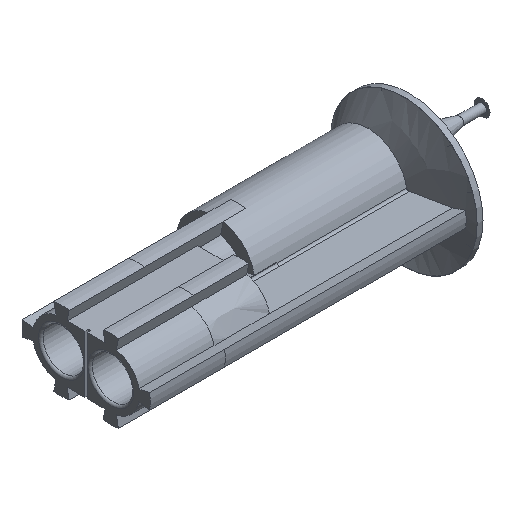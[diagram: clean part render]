
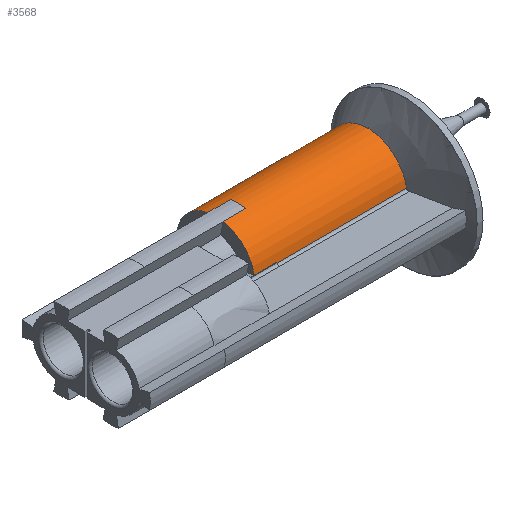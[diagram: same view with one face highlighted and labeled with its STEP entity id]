
A CAD part, isometric view. The second image highlights one B-rep face of the part: STEP entity #3568.
In plain terms, the highlighted cylindrical face has radius 0.35 mm (diameter 0.7 mm), a partial arc.
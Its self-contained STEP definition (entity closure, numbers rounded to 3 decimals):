
#55=B_SPLINE_CURVE_WITH_KNOTS('',3,(#5075,#5076,#5077,#5078,#5079,#5080),
 .UNSPECIFIED.,.F.,.F.,(4,2,4),(1.272,1.351,1.49),
 .UNSPECIFIED.);
#60=B_SPLINE_CURVE_WITH_KNOTS('',3,(#5137,#5138,#5139,#5140,#5141,#5142),
 .UNSPECIFIED.,.F.,.F.,(4,2,4),(1.49,1.646,1.801),
 .UNSPECIFIED.);
#62=B_SPLINE_CURVE_WITH_KNOTS('',3,(#5153,#5154,#5155,#5156,#5157,#5158),
 .UNSPECIFIED.,.F.,.F.,(4,2,4),(0.135,0.193,0.193),
 .UNSPECIFIED.);
#63=B_SPLINE_CURVE_WITH_KNOTS('',3,(#5166,#5167,#5168,#5169,#5170,#5171,
#5172,#5173,#5174,#5175,#5176),.UNSPECIFIED.,.F.,.F.,(4,2,3,2,4),(0.076,
0.076,0.134,0.193,0.193),
 .UNSPECIFIED.);
#64=B_SPLINE_CURVE_WITH_KNOTS('',3,(#5184,#5185,#5186,#5187),
 .UNSPECIFIED.,.F.,.F.,(4,4),(0.076,0.081),
 .UNSPECIFIED.);
#368=FACE_OUTER_BOUND('',#563,.T.);
#563=EDGE_LOOP('',(#2390,#2391,#2392,#2393,#2394,#2395,#2396,#2397,#2398,
#2399,#2400,#2401,#2402,#2403,#2404));
#767=LINE('',#5050,#975);
#769=LINE('',#5151,#977);
#770=LINE('',#5160,#978);
#771=LINE('',#5164,#979);
#772=LINE('',#5178,#980);
#773=LINE('',#5182,#981);
#774=LINE('',#5189,#982);
#975=VECTOR('',#4168,1.);
#977=VECTOR('',#4180,1.);
#978=VECTOR('',#4181,1.);
#979=VECTOR('',#4184,1.);
#980=VECTOR('',#4185,1.);
#981=VECTOR('',#4188,1.);
#982=VECTOR('',#4189,1.);
#1198=CIRCLE('',#3803,0.35);
#1199=CIRCLE('',#3804,0.35);
#1200=CIRCLE('',#3805,0.35);
#1388=VERTEX_POINT('',#5048);
#1389=VERTEX_POINT('',#5049);
#1392=VERTEX_POINT('',#5074);
#1399=VERTEX_POINT('',#5125);
#1402=VERTEX_POINT('',#5150);
#1403=VERTEX_POINT('',#5152);
#1404=VERTEX_POINT('',#5159);
#1405=VERTEX_POINT('',#5161);
#1406=VERTEX_POINT('',#5163);
#1407=VERTEX_POINT('',#5165);
#1408=VERTEX_POINT('',#5177);
#1409=VERTEX_POINT('',#5179);
#1410=VERTEX_POINT('',#5181);
#1411=VERTEX_POINT('',#5183);
#1412=VERTEX_POINT('',#5188);
#1777=EDGE_CURVE('',#1388,#1389,#767,.T.);
#1781=EDGE_CURVE('',#1389,#1392,#55,.T.);
#1790=EDGE_CURVE('',#1392,#1399,#60,.T.);
#1794=EDGE_CURVE('',#1402,#1399,#769,.T.);
#1795=EDGE_CURVE('',#1402,#1403,#62,.T.);
#1796=EDGE_CURVE('',#1404,#1403,#770,.T.);
#1797=EDGE_CURVE('',#1405,#1404,#1198,.T.);
#1798=EDGE_CURVE('',#1405,#1406,#771,.T.);
#1799=EDGE_CURVE('',#1406,#1407,#63,.T.);
#1800=EDGE_CURVE('',#1408,#1407,#772,.T.);
#1801=EDGE_CURVE('',#1409,#1408,#1199,.T.);
#1802=EDGE_CURVE('',#1409,#1410,#773,.T.);
#1803=EDGE_CURVE('',#1410,#1411,#64,.T.);
#1804=EDGE_CURVE('',#1411,#1412,#774,.T.);
#1805=EDGE_CURVE('',#1388,#1412,#1200,.T.);
#2390=ORIENTED_EDGE('',*,*,#1777,.T.);
#2391=ORIENTED_EDGE('',*,*,#1781,.T.);
#2392=ORIENTED_EDGE('',*,*,#1790,.T.);
#2393=ORIENTED_EDGE('',*,*,#1794,.F.);
#2394=ORIENTED_EDGE('',*,*,#1795,.T.);
#2395=ORIENTED_EDGE('',*,*,#1796,.F.);
#2396=ORIENTED_EDGE('',*,*,#1797,.F.);
#2397=ORIENTED_EDGE('',*,*,#1798,.T.);
#2398=ORIENTED_EDGE('',*,*,#1799,.T.);
#2399=ORIENTED_EDGE('',*,*,#1800,.F.);
#2400=ORIENTED_EDGE('',*,*,#1801,.F.);
#2401=ORIENTED_EDGE('',*,*,#1802,.T.);
#2402=ORIENTED_EDGE('',*,*,#1803,.T.);
#2403=ORIENTED_EDGE('',*,*,#1804,.T.);
#2404=ORIENTED_EDGE('',*,*,#1805,.F.);
#3515=CYLINDRICAL_SURFACE('',#3802,0.35);
#3568=ADVANCED_FACE('',(#368),#3515,.T.);
#3802=AXIS2_PLACEMENT_3D('',#5149,#4178,#4179);
#3803=AXIS2_PLACEMENT_3D('',#5162,#4182,#4183);
#3804=AXIS2_PLACEMENT_3D('',#5180,#4186,#4187);
#3805=AXIS2_PLACEMENT_3D('',#5190,#4190,#4191);
#4168=DIRECTION('',(-1.,0.,0.));
#4178=DIRECTION('center_axis',(1.,0.,0.));
#4179=DIRECTION('ref_axis',(0.,-1.,0.));
#4180=DIRECTION('',(1.,0.,0.));
#4181=DIRECTION('',(1.,0.,0.));
#4182=DIRECTION('center_axis',(-1.,0.,0.));
#4183=DIRECTION('ref_axis',(0.,0.,-1.));
#4184=DIRECTION('',(1.,0.,0.));
#4185=DIRECTION('',(1.,0.,0.));
#4186=DIRECTION('center_axis',(-1.,0.,0.));
#4187=DIRECTION('ref_axis',(0.,0.,-1.));
#4188=DIRECTION('',(1.,0.,0.));
#4189=DIRECTION('',(1.,0.,0.));
#4190=DIRECTION('center_axis',(1.,0.,0.));
#4191=DIRECTION('ref_axis',(0.,-1.,0.));
#5048=CARTESIAN_POINT('',(13.119,0.721,0.35));
#5049=CARTESIAN_POINT('',(13.019,0.721,0.35));
#5050=CARTESIAN_POINT('',(13.019,0.721,0.35));
#5074=CARTESIAN_POINT('',(13.019,0.933,0.278));
#5075=CARTESIAN_POINT('Ctrl Pts',(13.019,0.721,0.35));
#5076=CARTESIAN_POINT('Ctrl Pts',(13.019,0.748,0.35));
#5077=CARTESIAN_POINT('Ctrl Pts',(13.019,0.776,0.347));
#5078=CARTESIAN_POINT('Ctrl Pts',(13.019,0.851,0.328));
#5079=CARTESIAN_POINT('Ctrl Pts',(13.019,0.896,0.306));
#5080=CARTESIAN_POINT('Ctrl Pts',(13.019,0.933,0.278));
#5125=CARTESIAN_POINT('',(13.019,1.071,0.));
#5137=CARTESIAN_POINT('Ctrl Pts',(13.019,0.933,0.278));
#5138=CARTESIAN_POINT('Ctrl Pts',(13.019,0.974,0.247));
#5139=CARTESIAN_POINT('Ctrl Pts',(13.019,1.01,0.204));
#5140=CARTESIAN_POINT('Ctrl Pts',(13.019,1.059,0.106));
#5141=CARTESIAN_POINT('Ctrl Pts',(13.019,1.071,0.052));
#5142=CARTESIAN_POINT('Ctrl Pts',(13.019,1.071,0.));
#5149=CARTESIAN_POINT('Origin',(11.821,0.721,0.));
#5150=CARTESIAN_POINT('',(11.871,1.071,0.));
#5151=CARTESIAN_POINT('',(11.821,1.071,0.));
#5152=CARTESIAN_POINT('',(11.871,1.064,0.068));
#5153=CARTESIAN_POINT('Ctrl Pts',(11.871,1.071,0.));
#5154=CARTESIAN_POINT('Ctrl Pts',(11.871,1.071,0.023));
#5155=CARTESIAN_POINT('Ctrl Pts',(11.871,1.068,0.045));
#5156=CARTESIAN_POINT('Ctrl Pts',(11.871,1.064,0.068));
#5157=CARTESIAN_POINT('Ctrl Pts',(11.871,1.064,0.068));
#5158=CARTESIAN_POINT('Ctrl Pts',(11.871,1.064,0.068));
#5159=CARTESIAN_POINT('',(11.671,1.064,0.068));
#5160=CARTESIAN_POINT('',(10.421,1.064,0.068));
#5161=CARTESIAN_POINT('',(11.671,0.789,0.343));
#5162=CARTESIAN_POINT('Origin',(11.671,0.721,0.));
#5163=CARTESIAN_POINT('',(11.871,0.789,0.343));
#5164=CARTESIAN_POINT('',(10.421,0.789,0.343));
#5165=CARTESIAN_POINT('',(11.871,0.652,0.343));
#5166=CARTESIAN_POINT('Ctrl Pts',(11.871,0.789,0.343));
#5167=CARTESIAN_POINT('Ctrl Pts',(11.871,0.789,0.343));
#5168=CARTESIAN_POINT('Ctrl Pts',(11.871,0.789,0.343));
#5169=CARTESIAN_POINT('Ctrl Pts',(11.871,0.766,0.348));
#5170=CARTESIAN_POINT('Ctrl Pts',(11.871,0.743,0.35));
#5171=CARTESIAN_POINT('Ctrl Pts',(11.871,0.721,0.35));
#5172=CARTESIAN_POINT('Ctrl Pts',(11.871,0.698,0.35));
#5173=CARTESIAN_POINT('Ctrl Pts',(11.871,0.675,0.348));
#5174=CARTESIAN_POINT('Ctrl Pts',(11.871,0.653,0.343));
#5175=CARTESIAN_POINT('Ctrl Pts',(11.871,0.653,0.343));
#5176=CARTESIAN_POINT('Ctrl Pts',(11.871,0.652,0.343));
#5177=CARTESIAN_POINT('',(11.671,0.652,0.343));
#5178=CARTESIAN_POINT('',(10.421,0.652,0.343));
#5179=CARTESIAN_POINT('',(11.671,0.378,0.068));
#5180=CARTESIAN_POINT('Origin',(11.671,0.721,0.));
#5181=CARTESIAN_POINT('',(11.871,0.378,0.068));
#5182=CARTESIAN_POINT('',(10.421,0.378,0.068));
#5183=CARTESIAN_POINT('',(11.871,0.377,0.063));
#5184=CARTESIAN_POINT('Ctrl Pts',(11.871,0.378,0.068));
#5185=CARTESIAN_POINT('Ctrl Pts',(11.871,0.377,0.067));
#5186=CARTESIAN_POINT('Ctrl Pts',(11.871,0.377,0.065));
#5187=CARTESIAN_POINT('Ctrl Pts',(11.871,0.377,0.063));
#5188=CARTESIAN_POINT('',(13.119,0.376,0.063));
#5189=CARTESIAN_POINT('',(13.019,0.376,0.063));
#5190=CARTESIAN_POINT('Origin',(13.119,0.721,0.));
